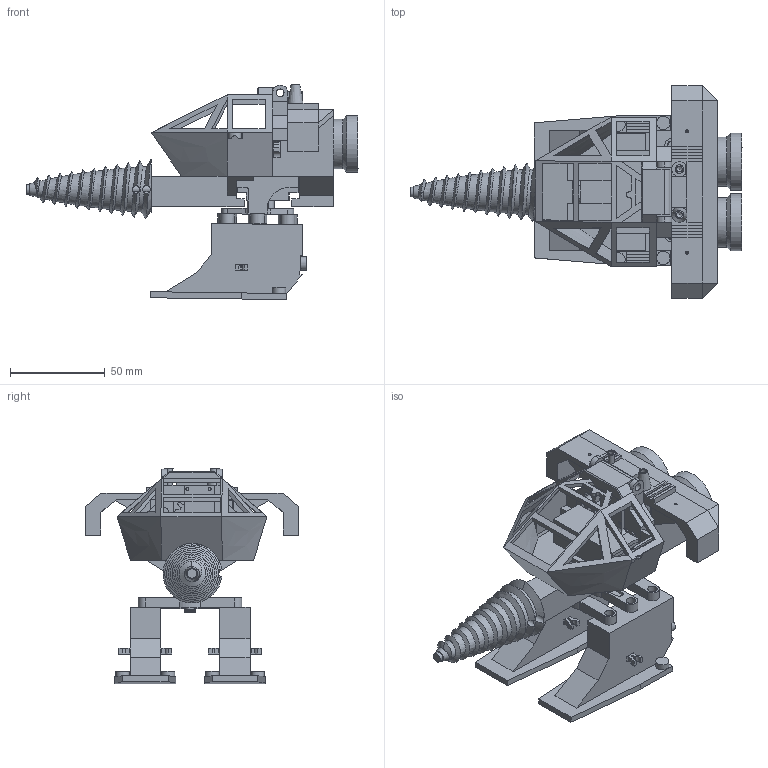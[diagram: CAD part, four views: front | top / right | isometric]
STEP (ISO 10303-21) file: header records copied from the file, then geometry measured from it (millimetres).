
FILE_DESCRIPTION(/* description */ (''),/* implementation_level */ '2;1');
FILE_NAME(/* name */ 'Granite Grinder Assembly v103.step',/* time_stamp */ '2024-02-12T16:51:12+01:00',/* author */ (''),/* organization */ (''),/* preprocessor_version */ 'ST-DEVELOPER v20',/* originating_system */ 'Autodesk Translation Framework v12.20.1.177',/* authorisation */ '');
FILE_SCHEMA (('AUTOMOTIVE_DESIGN { 1 0 10303 214 3 1 1 }'));
Length unit declared in the file: millimetre
Products named in the file (19): Granite Grinder Assembly; CockkpitCage; Schale; ServoSlider; BackPart; _SG90 9g Micro Servo.e43d2cae-f814-41ba-8a0c-7b5be9030956; _SG90 9g Micro Servo.e43d2cae-f814-41ba-8a0c-7b5be9030956_1; servo; splined-drive; Zahnrad; Spur Gear (13 teeth); Fluegelding; BeinAusrichter; BeinAntrieb; Fuss; Backplate; Led receptor v3; 1218-N20 Worm Gear Motor; Drill
Assembly tree (24 placements, depth 3):
  Granite Grinder Assembly
    CockkpitCage
    Schale
    ServoSlider
      #44243
    BackPart
    _SG90 9g Micro Servo.e43d2cae-f814-41ba-8a0c-7b5be9030956
      servo
      splined-drive
    _SG90 9g Micro Servo.e43d2cae-f814-41ba-8a0c-7b5be9030956_1
      servo
      splined-drive
    Zahnrad
      Spur Gear (13 teeth)
    Fluegelding
    BeinAusrichter  x2
    BeinAntrieb
    Fuss  x2
    Backplate
    Led receptor v3  x2
    1218-N20 Worm Gear Motor
    Drill
Bounding box: 174.99 x 112 x 113.43 mm (x, y, z)
Volume: 196495.3 mm3; surface area: 112273.3 mm2
Topology: 27 solids, 28 shells, 1208 faces, 3298 edges, 2160 vertices
Faces by surface type: plane 816, cylinder 307, bspline 62, cone 13, sphere 10
Full cylindrical faces by diameter (mm): 1 x4, 1.5 x16, 1.95 x2, 3 x6, 4 x13, 4.92 x4, 5 x24, 6 x7, 7 x11, 7.2 x2, 26 x4, 30 x2
Entity records: 44216 total; most frequent: CARTESIAN_POINT 17120, ORIENTED_EDGE 5676, DIRECTION 5337, EDGE_CURVE 2838, LINE 2095, VECTOR 2095, VERTEX_POINT 1863, AXIS2_PLACEMENT_3D 1621
